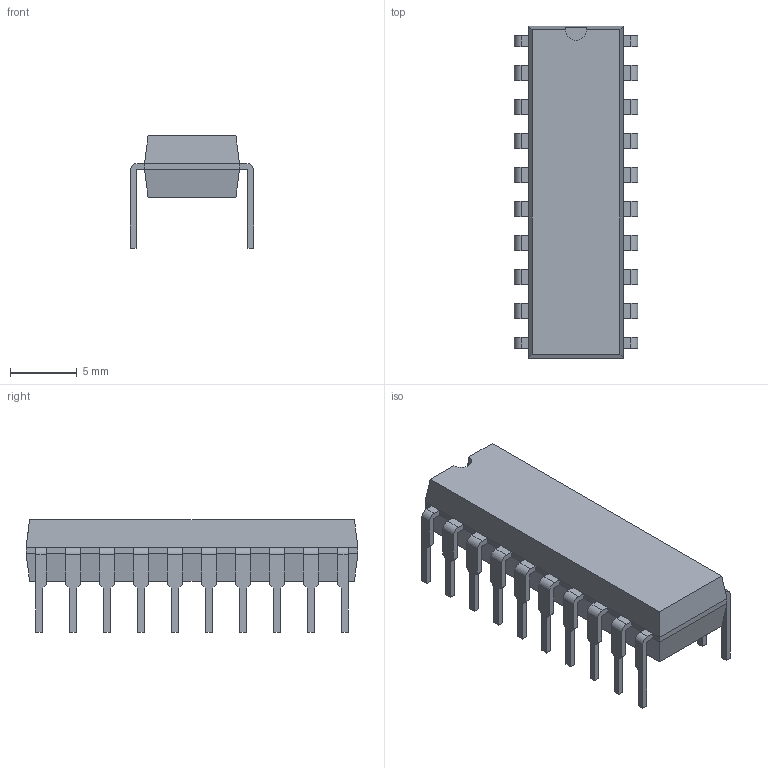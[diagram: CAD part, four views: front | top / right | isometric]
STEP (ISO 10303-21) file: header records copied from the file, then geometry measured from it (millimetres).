
FILE_DESCRIPTION(/* description */ (''),/* implementation_level */ '2;1');
FILE_NAME(/* name */ '20-DIP.step',/* time_stamp */ '2021-08-12T23:45:25+08:00',/* author */ (''),/* organization */ (''),/* preprocessor_version */ 'ST-DEVELOPER v18.1',/* originating_system */ 'Autodesk Translation Framework v10.9.0.1377',/* authorisation */ '');
FILE_SCHEMA (('AUTOMOTIVE_DESIGN { 1 0 10303 214 3 1 1 }'));
Length unit declared in the file: millimetre
Products named in the file (1): (Unsaved)
Bounding box: 9.24 x 24.8 x 8.4 mm (x, y, z)
Volume: 818 mm3; surface area: 959.8 mm2
Topology: 21 solids, 21 shells, 326 faces, 842 edges, 558 vertices
Faces by surface type: plane 285, cylinder 41
Entity records: 9816 total; most frequent: CARTESIAN_POINT 1727, ORIENTED_EDGE 1684, DIRECTION 1578, EDGE_CURVE 842, LINE 760, VECTOR 760, VERTEX_POINT 558, AXIS2_PLACEMENT_3D 409
